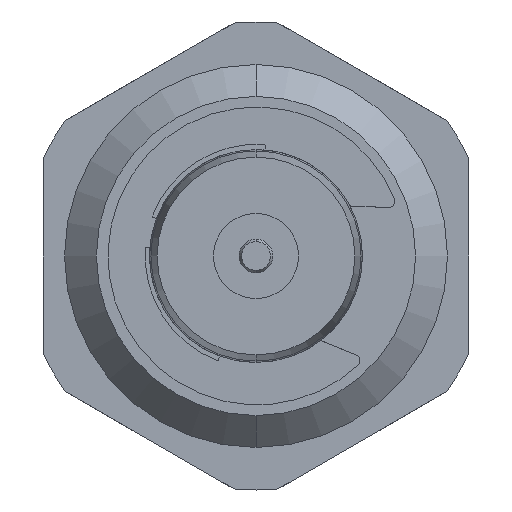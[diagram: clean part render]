
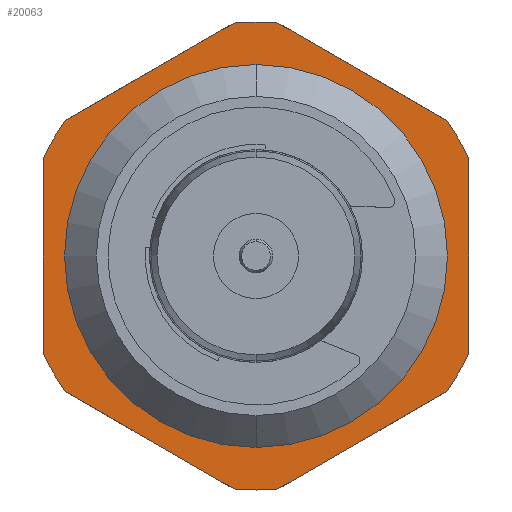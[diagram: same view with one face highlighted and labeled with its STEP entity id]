
A CAD part, front view. The second image highlights one B-rep face of the part: STEP entity #20063.
In plain terms, the highlighted planar face has unit normal (0, -1, 0).
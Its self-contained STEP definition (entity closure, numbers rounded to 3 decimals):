
#141 = VERTEX_POINT ( 'NONE', #15876 ) ;
#436 = VERTEX_POINT ( 'NONE', #21873 ) ;
#1313 = ORIENTED_EDGE ( 'NONE', *, *, #13398, .T. ) ;
#2143 = AXIS2_PLACEMENT_3D ( 'NONE', #17582, #33996, #59940 ) ;
#2976 = DIRECTION ( 'NONE',  ( 0.866, 0., 0.5 ) ) ;
#3565 = DIRECTION ( 'NONE',  ( 0., 0., 1. ) ) ;
#4086 = VECTOR ( 'NONE', #6232, 1000. ) ;
#4332 = VECTOR ( 'NONE', #2976, 1000. ) ;
#4930 = CARTESIAN_POINT ( 'NONE',  ( 0., -4., 0. ) ) ;
#5663 = EDGE_LOOP ( 'NONE', ( #45862, #60867, #24184, #63207, #52594, #60846, #9779, #61625, #8340, #18614, #34579, #16478, #66995 ) ) ;
#6232 = DIRECTION ( 'NONE',  ( -0.866, 0., 0.5 ) ) ;
#6562 = DIRECTION ( 'NONE',  ( 0., 0., 1. ) ) ;
#6773 = DIRECTION ( 'NONE',  ( 0., 0., 1. ) ) ;
#7559 = CIRCLE ( 'NONE', #27222, 11. ) ;
#7750 = EDGE_CURVE ( 'NONE', #31396, #35991, #10740, .T. ) ;
#7950 = AXIS2_PLACEMENT_3D ( 'NONE', #31496, #62243, #25352 ) ;
#8249 = DIRECTION ( 'NONE',  ( -0.866, 0., -0.5 ) ) ;
#8340 = ORIENTED_EDGE ( 'NONE', *, *, #65128, .T. ) ;
#8696 = CARTESIAN_POINT ( 'NONE',  ( 9., -4., 0. ) ) ;
#9082 = DIRECTION ( 'NONE',  ( 0., 0., 1. ) ) ;
#9779 = ORIENTED_EDGE ( 'NONE', *, *, #19678, .T. ) ;
#9853 = AXIS2_PLACEMENT_3D ( 'NONE', #8696, #19259, #3565 ) ;
#10740 = CIRCLE ( 'NONE', #57656, 8.35 ) ;
#11290 = VERTEX_POINT ( 'NONE', #35228 ) ;
#12652 = CARTESIAN_POINT ( 'NONE',  ( 10., -4., 4.583 ) ) ;
#12830 = PLANE ( 'NONE',  #9853 ) ;
#13039 = EDGE_CURVE ( 'NONE', #42135, #20957, #7559, .T. ) ;
#13264 = LINE ( 'NONE', #65517, #4332 ) ;
#13330 = VERTEX_POINT ( 'NONE', #18245 ) ;
#13398 = EDGE_CURVE ( 'NONE', #35991, #31396, #64339, .T. ) ;
#13626 = EDGE_CURVE ( 'NONE', #11290, #26363, #55597, .T. ) ;
#14784 = VECTOR ( 'NONE', #8249, 1000. ) ;
#15876 = CARTESIAN_POINT ( 'NONE',  ( -1.031, -4., -10.952 ) ) ;
#16478 = ORIENTED_EDGE ( 'NONE', *, *, #13039, .F. ) ;
#16674 = CARTESIAN_POINT ( 'NONE',  ( 0., -4., 0. ) ) ;
#17089 = AXIS2_PLACEMENT_3D ( 'NONE', #44676, #61676, #9082 ) ;
#17582 = CARTESIAN_POINT ( 'NONE',  ( 0., -4., 0. ) ) ;
#18245 = CARTESIAN_POINT ( 'NONE',  ( -1.031, -4., 10.952 ) ) ;
#18456 = VERTEX_POINT ( 'NONE', #49449 ) ;
#18614 = ORIENTED_EDGE ( 'NONE', *, *, #54196, .F. ) ;
#19259 = DIRECTION ( 'NONE',  ( 0., 1., 0. ) ) ;
#19678 = EDGE_CURVE ( 'NONE', #26431, #436, #13264, .T. ) ;
#19987 = LINE ( 'NONE', #30584, #41478 ) ;
#20063 = ADVANCED_FACE ( 'Defeature ausgef�hrt1_2952', ( #28557, #65439 ), #12830, .F. ) ;
#20657 = EDGE_CURVE ( 'NONE', #18456, #58279, #21912, .T. ) ;
#20957 = VERTEX_POINT ( 'NONE', #51488 ) ;
#21873 = CARTESIAN_POINT ( 'NONE',  ( 8.969, -4., -6.369 ) ) ;
#21912 = CIRCLE ( 'NONE', #66645, 11. ) ;
#22601 = CARTESIAN_POINT ( 'NONE',  ( 0., -4., -8.35 ) ) ;
#22675 = EDGE_CURVE ( 'NONE', #26431, #141, #61182, .T. ) ;
#23445 = DIRECTION ( 'NONE',  ( 0., 0., 1. ) ) ;
#23815 = CARTESIAN_POINT ( 'NONE',  ( 1.75, -4., -12.557 ) ) ;
#24184 = ORIENTED_EDGE ( 'NONE', *, *, #37811, .T. ) ;
#24460 = ORIENTED_EDGE ( 'NONE', *, *, #7750, .T. ) ;
#25352 = DIRECTION ( 'NONE',  ( 0., 0., 1. ) ) ;
#26363 = VERTEX_POINT ( 'NONE', #63878 ) ;
#26431 = VERTEX_POINT ( 'NONE', #28010 ) ;
#27222 = AXIS2_PLACEMENT_3D ( 'NONE', #53301, #44417, #64223 ) ;
#27833 = CARTESIAN_POINT ( 'NONE',  ( 10., -4., 0. ) ) ;
#28010 = CARTESIAN_POINT ( 'NONE',  ( 1.031, -4., -10.952 ) ) ;
#28347 = AXIS2_PLACEMENT_3D ( 'NONE', #63292, #32550, #6562 ) ;
#28557 = FACE_OUTER_BOUND ( 'NONE', #5663, .T. ) ;
#29387 = VECTOR ( 'NONE', #33073, 1000. ) ;
#30584 = CARTESIAN_POINT ( 'NONE',  ( -10., -4., 0. ) ) ;
#30876 = EDGE_CURVE ( 'NONE', #13330, #42135, #58701, .T. ) ;
#31396 = VERTEX_POINT ( 'NONE', #22601 ) ;
#31496 = CARTESIAN_POINT ( 'NONE',  ( 0., -4., 0. ) ) ;
#32231 = LINE ( 'NONE', #47974, #4086 ) ;
#32290 = VECTOR ( 'NONE', #38445, 1000. ) ;
#32550 = DIRECTION ( 'NONE',  ( 0., 1., 0. ) ) ;
#33073 = DIRECTION ( 'NONE',  ( 0.866, 0., -0.5 ) ) ;
#33996 = DIRECTION ( 'NONE',  ( 0., 1., 0. ) ) ;
#34463 = EDGE_CURVE ( 'NONE', #11290, #141, #49483, .T. ) ;
#34579 = ORIENTED_EDGE ( 'NONE', *, *, #41713, .T. ) ;
#34707 = AXIS2_PLACEMENT_3D ( 'NONE', #4930, #58243, #62002 ) ;
#35228 = CARTESIAN_POINT ( 'NONE',  ( -8.969, -4., -6.369 ) ) ;
#35991 = VERTEX_POINT ( 'NONE', #55500 ) ;
#36948 = VERTEX_POINT ( 'NONE', #59322 ) ;
#37073 = DIRECTION ( 'NONE',  ( 0., 0., -1. ) ) ;
#37811 = EDGE_CURVE ( 'NONE', #18456, #26363, #19987, .T. ) ;
#38094 = LINE ( 'NONE', #27833, #32290 ) ;
#38292 = AXIS2_PLACEMENT_3D ( 'NONE', #58886, #64705, #49005 ) ;
#38445 = DIRECTION ( 'NONE',  ( 0., 0., 1. ) ) ;
#38835 = DIRECTION ( 'NONE',  ( 0., 1., 0. ) ) ;
#41478 = VECTOR ( 'NONE', #37073, 1000. ) ;
#41713 = EDGE_CURVE ( 'NONE', #56083, #20957, #32231, .T. ) ;
#42135 = VERTEX_POINT ( 'NONE', #44782 ) ;
#43989 = CIRCLE ( 'NONE', #7950, 11. ) ;
#44309 = CARTESIAN_POINT ( 'NONE',  ( 8.969, -4., 6.369 ) ) ;
#44417 = DIRECTION ( 'NONE',  ( 0., 1., 0. ) ) ;
#44676 = CARTESIAN_POINT ( 'NONE',  ( 0., -4., 0. ) ) ;
#44782 = CARTESIAN_POINT ( 'NONE',  ( 0., -4., 11. ) ) ;
#45862 = ORIENTED_EDGE ( 'NONE', *, *, #59183, .T. ) ;
#47974 = CARTESIAN_POINT ( 'NONE',  ( 11.75, -4., 4.763 ) ) ;
#49005 = DIRECTION ( 'NONE',  ( 0., 0., 1. ) ) ;
#49449 = CARTESIAN_POINT ( 'NONE',  ( -10., -4., 4.583 ) ) ;
#49483 = LINE ( 'NONE', #23815, #29387 ) ;
#49865 = CIRCLE ( 'NONE', #17089, 11. ) ;
#51488 = CARTESIAN_POINT ( 'NONE',  ( 1.031, -4., 10.952 ) ) ;
#52594 = ORIENTED_EDGE ( 'NONE', *, *, #34463, .T. ) ;
#53301 = CARTESIAN_POINT ( 'NONE',  ( 0., -4., 0. ) ) ;
#54196 = EDGE_CURVE ( 'NONE', #56083, #61257, #43989, .T. ) ;
#55068 = LINE ( 'NONE', #60210, #14784 ) ;
#55378 = EDGE_LOOP ( 'NONE', ( #1313, #24460 ) ) ;
#55500 = CARTESIAN_POINT ( 'NONE',  ( 0., -4., 8.35 ) ) ;
#55597 = CIRCLE ( 'NONE', #28347, 11. ) ;
#56083 = VERTEX_POINT ( 'NONE', #44309 ) ;
#57656 = AXIS2_PLACEMENT_3D ( 'NONE', #65125, #38835, #23445 ) ;
#58243 = DIRECTION ( 'NONE',  ( 0., 1., 0. ) ) ;
#58279 = VERTEX_POINT ( 'NONE', #59026 ) ;
#58701 = CIRCLE ( 'NONE', #34707, 11. ) ;
#58886 = CARTESIAN_POINT ( 'NONE',  ( 0., -4., 0. ) ) ;
#59026 = CARTESIAN_POINT ( 'NONE',  ( -8.969, -4., 6.369 ) ) ;
#59183 = EDGE_CURVE ( 'NONE', #13330, #58279, #55068, .T. ) ;
#59322 = CARTESIAN_POINT ( 'NONE',  ( 10., -4., -4.583 ) ) ;
#59400 = DIRECTION ( 'NONE',  ( 0., 1., 0. ) ) ;
#59940 = DIRECTION ( 'NONE',  ( 0., 0., 1. ) ) ;
#60210 = CARTESIAN_POINT ( 'NONE',  ( 1.75, -4., 12.557 ) ) ;
#60846 = ORIENTED_EDGE ( 'NONE', *, *, #22675, .F. ) ;
#60867 = ORIENTED_EDGE ( 'NONE', *, *, #20657, .F. ) ;
#61182 = CIRCLE ( 'NONE', #38292, 11. ) ;
#61257 = VERTEX_POINT ( 'NONE', #12652 ) ;
#61625 = ORIENTED_EDGE ( 'NONE', *, *, #66044, .F. ) ;
#61676 = DIRECTION ( 'NONE',  ( 0., 1., 0. ) ) ;
#62002 = DIRECTION ( 'NONE',  ( 0., 0., 1. ) ) ;
#62243 = DIRECTION ( 'NONE',  ( 0., 1., 0. ) ) ;
#63207 = ORIENTED_EDGE ( 'NONE', *, *, #13626, .F. ) ;
#63292 = CARTESIAN_POINT ( 'NONE',  ( 0., -4., 0. ) ) ;
#63878 = CARTESIAN_POINT ( 'NONE',  ( -10., -4., -4.583 ) ) ;
#64223 = DIRECTION ( 'NONE',  ( 0., 0., 1. ) ) ;
#64339 = CIRCLE ( 'NONE', #2143, 8.35 ) ;
#64705 = DIRECTION ( 'NONE',  ( 0., 1., 0. ) ) ;
#65125 = CARTESIAN_POINT ( 'NONE',  ( 0., -4., 0. ) ) ;
#65128 = EDGE_CURVE ( 'NONE', #36948, #61257, #38094, .T. ) ;
#65439 = FACE_BOUND ( 'NONE', #55378, .T. ) ;
#65517 = CARTESIAN_POINT ( 'NONE',  ( 11.75, -4., -4.763 ) ) ;
#66044 = EDGE_CURVE ( 'NONE', #36948, #436, #49865, .T. ) ;
#66645 = AXIS2_PLACEMENT_3D ( 'NONE', #16674, #59400, #6773 ) ;
#66995 = ORIENTED_EDGE ( 'NONE', *, *, #30876, .F. ) ;
